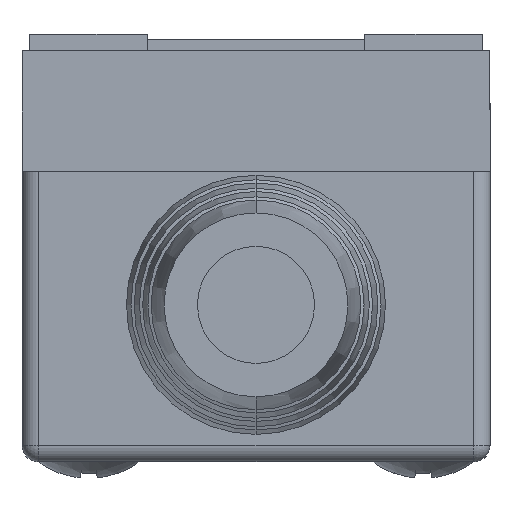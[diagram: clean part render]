
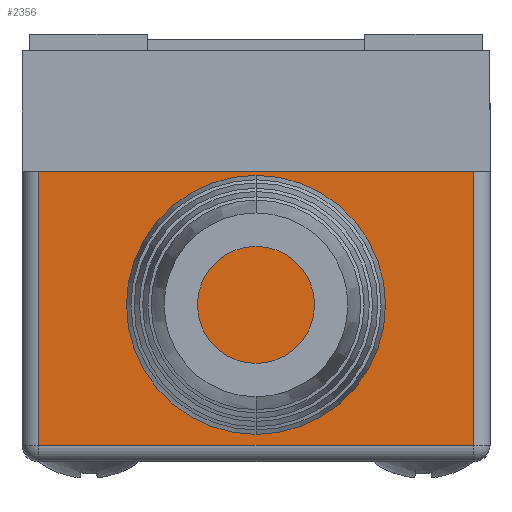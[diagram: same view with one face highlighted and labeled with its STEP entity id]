
A CAD part, front view. The second image highlights one B-rep face of the part: STEP entity #2356.
In plain terms, the highlighted planar face has unit normal (0, -1, 0).
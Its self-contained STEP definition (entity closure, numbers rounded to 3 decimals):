
#62 = CARTESIAN_POINT ( 'NONE',  ( 13., -23., -8.2 ) ) ;
#93 = DIRECTION ( 'NONE',  ( 0., 0., 1. ) ) ;
#331 = DIRECTION ( 'NONE',  ( 0., 0., 1. ) ) ;
#356 = VECTOR ( 'NONE', #3640, 1000. ) ;
#975 = VERTEX_POINT ( 'NONE', #1599 ) ;
#1172 = DIRECTION ( 'NONE',  ( 0., 1., 0. ) ) ;
#1199 = PLANE ( 'NONE',  #5684 ) ;
#1204 = VERTEX_POINT ( 'NONE', #5318 ) ;
#1408 = LINE ( 'NONE', #4666, #4824 ) ;
#1599 = CARTESIAN_POINT ( 'NONE',  ( -13., -23., -24.6 ) ) ;
#1758 = EDGE_LOOP ( 'NONE', ( #3554, #1851, #4146, #2772 ) ) ;
#1851 = ORIENTED_EDGE ( 'NONE', *, *, #3542, .T. ) ;
#2135 = EDGE_CURVE ( 'NONE', #1204, #2754, #3263, .T. ) ;
#2185 = CARTESIAN_POINT ( 'NONE',  ( 14., -23., -24.6 ) ) ;
#2194 = VECTOR ( 'NONE', #93, 1000. ) ;
#2356 = ADVANCED_FACE ( 'NONE', ( #5269 ), #1199, .F. ) ;
#2450 = VECTOR ( 'NONE', #4862, 1000. ) ;
#2549 = CARTESIAN_POINT ( 'NONE',  ( 14., -23., 29.411 ) ) ;
#2754 = VERTEX_POINT ( 'NONE', #4937 ) ;
#2772 = ORIENTED_EDGE ( 'NONE', *, *, #2135, .T. ) ;
#3044 = LINE ( 'NONE', #2185, #2450 ) ;
#3263 = LINE ( 'NONE', #62, #2194 ) ;
#3542 = EDGE_CURVE ( 'NONE', #5437, #975, #5419, .T. ) ;
#3554 = ORIENTED_EDGE ( 'NONE', *, *, #4311, .F. ) ;
#3640 = DIRECTION ( 'NONE',  ( 0., 0., -1. ) ) ;
#3723 = CARTESIAN_POINT ( 'NONE',  ( -13., -23., -8.2 ) ) ;
#3842 = EDGE_CURVE ( 'NONE', #975, #1204, #3044, .T. ) ;
#4146 = ORIENTED_EDGE ( 'NONE', *, *, #3842, .T. ) ;
#4311 = EDGE_CURVE ( 'NONE', #5437, #2754, #1408, .T. ) ;
#4625 = CARTESIAN_POINT ( 'NONE',  ( -13., -23., -25.6 ) ) ;
#4666 = CARTESIAN_POINT ( 'NONE',  ( 14., -23., -8.2 ) ) ;
#4824 = VECTOR ( 'NONE', #5487, 1000. ) ;
#4862 = DIRECTION ( 'NONE',  ( 1., 0., 0. ) ) ;
#4937 = CARTESIAN_POINT ( 'NONE',  ( 13., -23., -8.2 ) ) ;
#5269 = FACE_OUTER_BOUND ( 'NONE', #1758, .T. ) ;
#5318 = CARTESIAN_POINT ( 'NONE',  ( 13., -23., -24.6 ) ) ;
#5419 = LINE ( 'NONE', #4625, #356 ) ;
#5437 = VERTEX_POINT ( 'NONE', #3723 ) ;
#5487 = DIRECTION ( 'NONE',  ( 1., 0., 0. ) ) ;
#5684 = AXIS2_PLACEMENT_3D ( 'NONE', #2549, #1172, #331 ) ;
